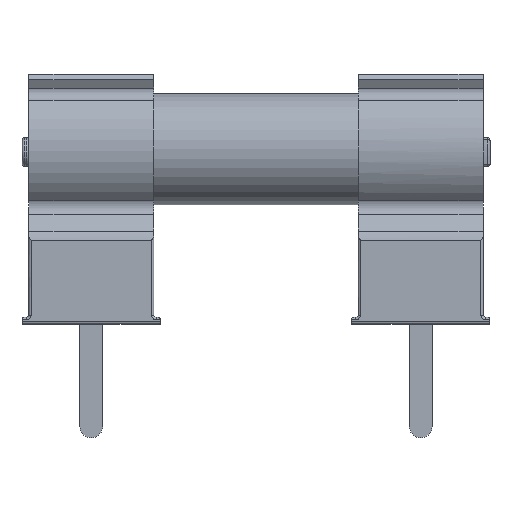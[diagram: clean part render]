
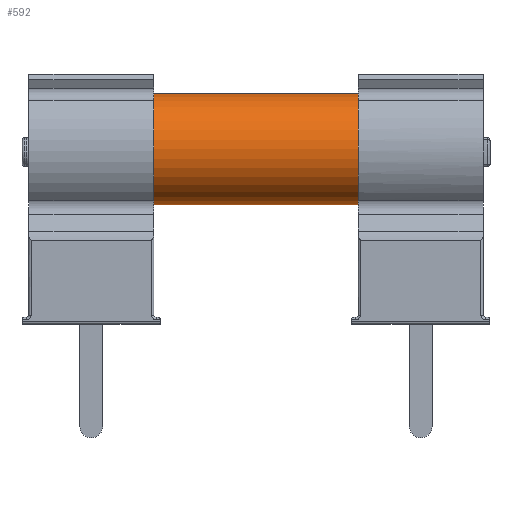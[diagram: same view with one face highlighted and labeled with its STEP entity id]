
A CAD part, front view. The second image highlights one B-rep face of the part: STEP entity #592.
In plain terms, the highlighted cylindrical face has radius 2.45 mm (diameter 4.9 mm), a partial arc.
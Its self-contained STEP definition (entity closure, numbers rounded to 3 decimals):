
#330=CYLINDRICAL_SURFACE('',#4719,2.45);
#592=ADVANCED_FACE('',(#901),#330,.T.);
#901=FACE_OUTER_BOUND('',#1153,.T.);
#1153=EDGE_LOOP('',(#2582,#2583,#2584,#2585));
#1388=CIRCLE('',#4717,2.45);
#1389=CIRCLE('',#4718,2.45);
#2582=ORIENTED_EDGE('',*,*,#3595,.F.);
#2583=ORIENTED_EDGE('',*,*,#3598,.T.);
#2584=ORIENTED_EDGE('',*,*,#3597,.T.);
#2585=ORIENTED_EDGE('',*,*,#3599,.F.);
#2993=VERTEX_POINT('',#7549);
#2994=VERTEX_POINT('',#7550);
#2995=VERTEX_POINT('',#7552);
#2996=VERTEX_POINT('',#7554);
#3595=EDGE_CURVE('',#2994,#2995,#3915,.T.);
#3597=EDGE_CURVE('',#2993,#2996,#3916,.T.);
#3598=EDGE_CURVE('',#2994,#2993,#1388,.T.);
#3599=EDGE_CURVE('',#2995,#2996,#1389,.T.);
#3915=LINE('',#7551,#4224);
#3916=LINE('',#7555,#4225);
#4224=VECTOR('',#6016,1.);
#4225=VECTOR('',#6019,1.);
#4717=AXIS2_PLACEMENT_3D('',#7557,#6022,#6023);
#4718=AXIS2_PLACEMENT_3D('',#7558,#6024,#6025);
#4719=AXIS2_PLACEMENT_3D('',#7559,#6026,#6027);
#6016=DIRECTION('',(1.,0.,0.));
#6019=DIRECTION('',(1.,0.,0.));
#6022=DIRECTION('',(1.,0.,0.));
#6023=DIRECTION('',(0.,0.,-1.));
#6024=DIRECTION('',(1.,0.,0.));
#6025=DIRECTION('',(0.,0.,-1.));
#6026=DIRECTION('',(1.,0.,0.));
#6027=DIRECTION('',(0.,0.,1.));
#7549=CARTESIAN_POINT('',(-13.75,0.,5.252));
#7550=CARTESIAN_POINT('',(-13.75,0.,10.152));
#7551=CARTESIAN_POINT('',(-13.75,0.,10.152));
#7552=CARTESIAN_POINT('',(-0.25,0.,10.152));
#7554=CARTESIAN_POINT('',(-0.25,0.,5.252));
#7555=CARTESIAN_POINT('',(-13.75,0.,5.252));
#7557=CARTESIAN_POINT('',(-13.75,0.,7.702));
#7558=CARTESIAN_POINT('',(-0.25,0.,7.702));
#7559=CARTESIAN_POINT('',(-13.75,0.,7.702));
